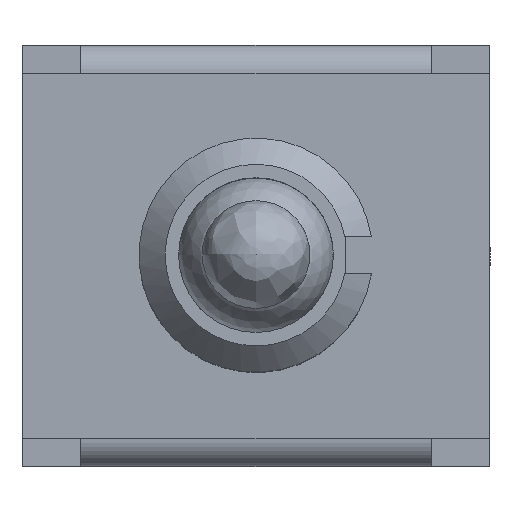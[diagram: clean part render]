
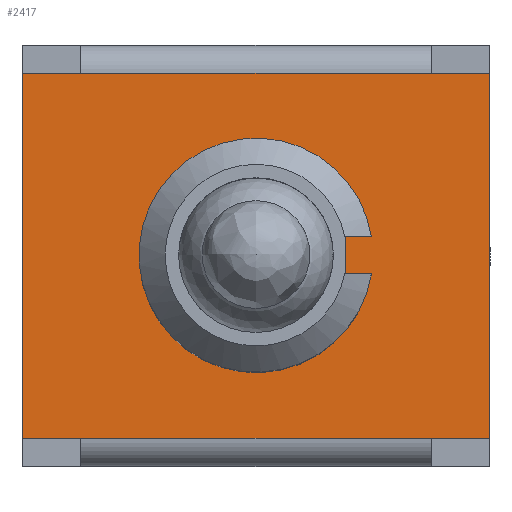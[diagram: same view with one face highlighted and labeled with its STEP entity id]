
A CAD part, top view. The second image highlights one B-rep face of the part: STEP entity #2417.
In plain terms, the highlighted planar face has unit normal (0, 0, 1).
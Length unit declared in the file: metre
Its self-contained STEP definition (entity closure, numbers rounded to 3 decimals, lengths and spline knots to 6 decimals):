
#1275 = EDGE_CURVE( '', #3765, #3766, #3767, .T. );
#1319 = EDGE_CURVE( '', #3848, #3849, #3850, .T. );
#1495 = EDGE_CURVE( '', #3765, #4156, #4157, .T. );
#1559 = EDGE_CURVE( '', #4264, #3766, #4265, .T. );
#1595 = EDGE_CURVE( '', #4325, #4326, #4327, .T. );
#1685 = EDGE_CURVE( '', #4156, #4480, #4481, .T. );
#2259 = EDGE_CURVE( '', #3849, #5329, #5330, .T. );
#2389 = EDGE_CURVE( '', #4913, #4325, #5505, .T. );
#2417 = ADVANCED_FACE( '', ( #5539, #5540 ), #5541, .T. );
#2743 = EDGE_CURVE( '', #4326, #5755, #5967, .T. );
#3053 = EDGE_CURVE( '', #3848, #4264, #6342, .T. );
#3133 = EDGE_CURVE( '', #4480, #5329, #6445, .T. );
#3171 = EDGE_CURVE( '', #5755, #4913, #6486, .T. );
#3765 = VERTEX_POINT( '', #7170 );
#3766 = VERTEX_POINT( '', #7171 );
#3767 = LINE( '', #7172, #7173 );
#3848 = VERTEX_POINT( '', #7286 );
#3849 = VERTEX_POINT( '', #7287 );
#3850 = LINE( '', #7288, #7289 );
#4156 = VERTEX_POINT( '', #7701 );
#4157 = LINE( '', #7702, #7703 );
#4264 = VERTEX_POINT( '', #7842 );
#4265 = LINE( '', #7843, #7844 );
#4325 = VERTEX_POINT( '', #7930 );
#4326 = VERTEX_POINT( '', #7931 );
#4327 = LINE( '', #7932, #7933 );
#4480 = VERTEX_POINT( '', #8150 );
#4481 = LINE( '', #8151, #8152 );
#4913 = VERTEX_POINT( '', #8763 );
#5329 = VERTEX_POINT( '', #9369 );
#5330 = LINE( '', #9370, #9371 );
#5505 = LINE( '', #9620, #9621 );
#5539 = FACE_OUTER_BOUND( '', #9676, .T. );
#5540 = FACE_BOUND( '', #9677, .T. );
#5541 = PLANE( '', #9678 );
#5755 = VERTEX_POINT( '', #10035 );
#5967 = CIRCLE( '', #10354, 0.003175 );
#6342 = LINE( '', #10929, #10930 );
#6445 = LINE( '', #11077, #11078 );
#6486 = LINE( '', #11148, #11149 );
#7170 = CARTESIAN_POINT( '', ( -0.00475, -0.004955, 0.010376 ) );
#7171 = CARTESIAN_POINT( '', ( -0.00635, -0.004955, 0.010376 ) );
#7172 = CARTESIAN_POINT( '', ( -0.00475, -0.004955, 0.010376 ) );
#7173 = VECTOR( '', #12141, 1. );
#7286 = CARTESIAN_POINT( '', ( -0.00475, 0.004955, 0.010376 ) );
#7287 = CARTESIAN_POINT( '', ( 0.00475, 0.004955, 0.010376 ) );
#7288 = CARTESIAN_POINT( '', ( -0.00475, 0.004955, 0.010376 ) );
#7289 = VECTOR( '', #12197, 1. );
#7701 = CARTESIAN_POINT( '', ( 0.00475, -0.004955, 0.010376 ) );
#7702 = CARTESIAN_POINT( '', ( -0.00475, -0.004955, 0.010376 ) );
#7703 = VECTOR( '', #12535, 1. );
#7842 = CARTESIAN_POINT( '', ( -0.00635, 0.004955, 0.010376 ) );
#7843 = CARTESIAN_POINT( '', ( -0.00635, 0.004955, 0.010376 ) );
#7844 = VECTOR( '', #12698, 1. );
#7930 = CARTESIAN_POINT( '', ( 0.002424, -0.00051, 0.010376 ) );
#7931 = CARTESIAN_POINT( '', ( 0.003134, -0.00051, 0.010376 ) );
#7932 = CARTESIAN_POINT( '', ( 0.002424, -0.00051, 0.010376 ) );
#7933 = VECTOR( '', #12751, 1. );
#8150 = CARTESIAN_POINT( '', ( 0.00635, -0.004955, 0.010376 ) );
#8151 = CARTESIAN_POINT( '', ( 0.00475, -0.004955, 0.010376 ) );
#8152 = VECTOR( '', #12880, 1. );
#8763 = CARTESIAN_POINT( '', ( 0.002424, 0.00051, 0.010376 ) );
#9369 = CARTESIAN_POINT( '', ( 0.00635, 0.004955, 0.010376 ) );
#9370 = CARTESIAN_POINT( '', ( 0.00475, 0.004955, 0.010376 ) );
#9371 = VECTOR( '', #13863, 1. );
#9620 = CARTESIAN_POINT( '', ( 0.002424, 0.00051, 0.010376 ) );
#9621 = VECTOR( '', #14151, 1. );
#9676 = EDGE_LOOP( '', ( #14183, #14184, #14185, #14186, #14187, #14188, #14189, #14190 ) );
#9677 = EDGE_LOOP( '', ( #14191, #14192, #14193, #14194 ) );
#9678 = AXIS2_PLACEMENT_3D( '', #14195, #14196, #14197 );
#10035 = CARTESIAN_POINT( '', ( 0.003134, 0.00051, 0.010376 ) );
#10354 = AXIS2_PLACEMENT_3D( '', #14789, #14790, #14791 );
#10929 = CARTESIAN_POINT( '', ( -0.00475, 0.004955, 0.010376 ) );
#10930 = VECTOR( '', #15318, 1. );
#11077 = CARTESIAN_POINT( '', ( 0.00635, -0.004955, 0.010376 ) );
#11078 = VECTOR( '', #15494, 1. );
#11148 = CARTESIAN_POINT( '', ( 0.003134, 0.00051, 0.010376 ) );
#11149 = VECTOR( '', #15541, 1. );
#12141 = DIRECTION( '', ( -1., 0., 0. ) );
#12197 = DIRECTION( '', ( 1., 0., 0. ) );
#12535 = DIRECTION( '', ( 1., 0., 0. ) );
#12698 = DIRECTION( '', ( 0., -1., 0. ) );
#12751 = DIRECTION( '', ( 1., 0., 0. ) );
#12880 = DIRECTION( '', ( 1., 0., 0. ) );
#13863 = DIRECTION( '', ( 1., 0., 0. ) );
#14151 = DIRECTION( '', ( 0., -1., 0. ) );
#14183 = ORIENTED_EDGE( '', *, *, #1495, .T. );
#14184 = ORIENTED_EDGE( '', *, *, #1685, .T. );
#14185 = ORIENTED_EDGE( '', *, *, #3133, .T. );
#14186 = ORIENTED_EDGE( '', *, *, #2259, .F. );
#14187 = ORIENTED_EDGE( '', *, *, #1319, .F. );
#14188 = ORIENTED_EDGE( '', *, *, #3053, .T. );
#14189 = ORIENTED_EDGE( '', *, *, #1559, .T. );
#14190 = ORIENTED_EDGE( '', *, *, #1275, .F. );
#14191 = ORIENTED_EDGE( '', *, *, #2389, .T. );
#14192 = ORIENTED_EDGE( '', *, *, #1595, .T. );
#14193 = ORIENTED_EDGE( '', *, *, #2743, .T. );
#14194 = ORIENTED_EDGE( '', *, *, #3171, .T. );
#14195 = CARTESIAN_POINT( '', ( -0.006985, -0.005451, 0.010376 ) );
#14196 = DIRECTION( '', ( 0., 0., 1. ) );
#14197 = DIRECTION( '', ( 1., 0., 0. ) );
#14789 = CARTESIAN_POINT( '', ( 0., 0., 0.010376 ) );
#14790 = DIRECTION( '', ( 0., 0., -1. ) );
#14791 = DIRECTION( '', ( 0.987, 0.161, 0. ) );
#15318 = DIRECTION( '', ( -1., 0., 0. ) );
#15494 = DIRECTION( '', ( 0., 1., 0. ) );
#15541 = DIRECTION( '', ( -1., 0., 0. ) );
